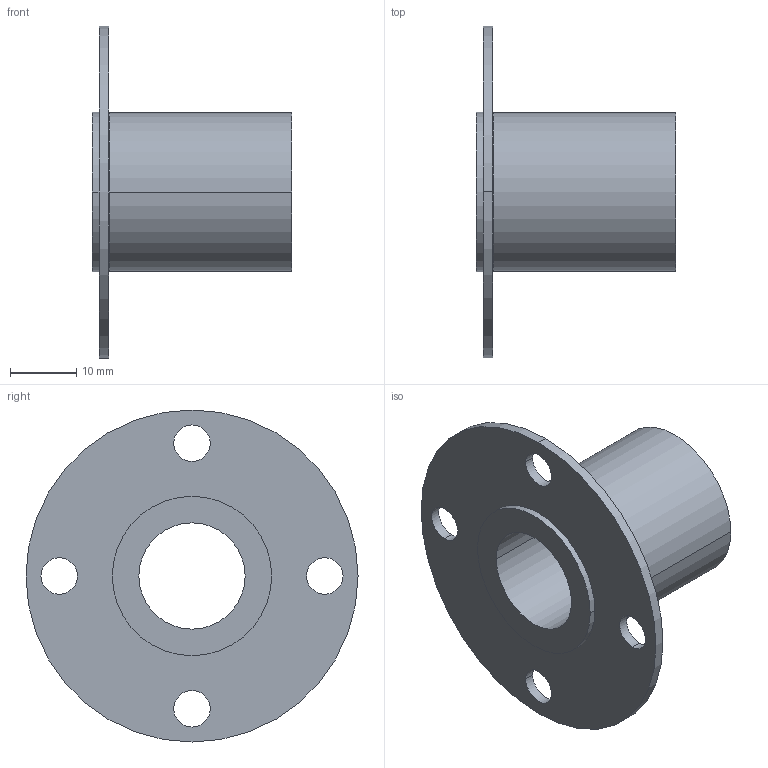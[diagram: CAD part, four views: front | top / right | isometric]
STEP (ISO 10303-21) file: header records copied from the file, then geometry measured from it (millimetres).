
FILE_DESCRIPTION(('STEP AP214'),'1');
FILE_NAME('HALDERN_EH_22400_0416.stp','2017-07-04T09:08:56',('TraceParts'),('TraceParts S.A.'),'Spatial InterOp 3D',' ',' ');
FILE_SCHEMA(('automotive_design'));
Length unit declared in the file: millimetre
Products named in the file (1): HALDERN_EH_22400_0416
Bounding box: 30 x 50 x 50 mm (x, y, z)
Volume: 8015.3 mm3; surface area: 7426.6 mm2
Topology: 1 solids, 1 shells, 26 faces, 63 edges, 41 vertices
Faces by surface type: cylinder 18, plane 4, torus 2, cone 2
Entity records: 821 total; most frequent: DIRECTION 160, CARTESIAN_POINT 131, ORIENTED_EDGE 126, AXIS2_PLACEMENT_3D 70, EDGE_CURVE 63, CIRCLE 43, VERTEX_POINT 41, EDGE_LOOP 38
